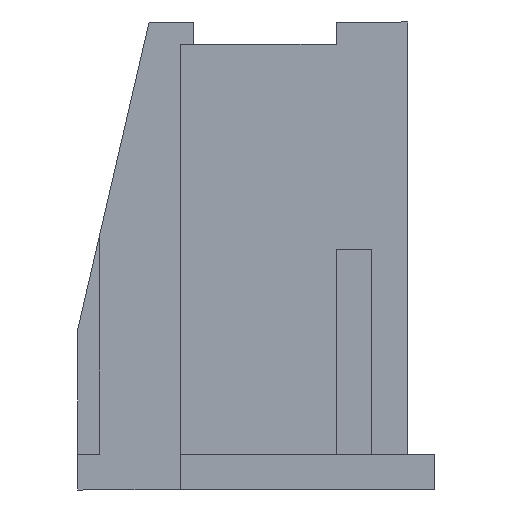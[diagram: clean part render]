
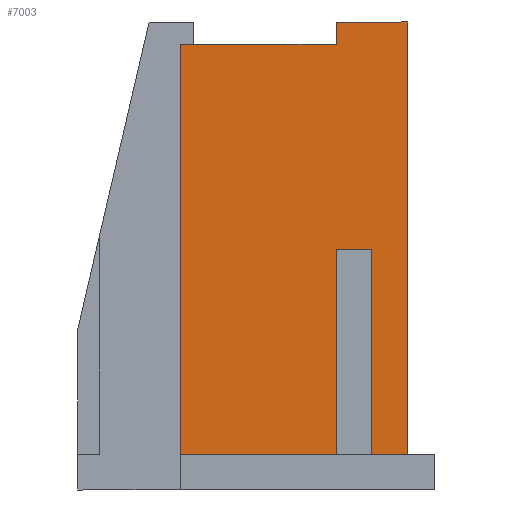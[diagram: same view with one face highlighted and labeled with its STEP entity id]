
A CAD part, left-side view. The second image highlights one B-rep face of the part: STEP entity #7003.
In plain terms, the highlighted planar face has unit normal (-1, 0, 0).
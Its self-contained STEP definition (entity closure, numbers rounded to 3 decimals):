
#921 = CARTESIAN_POINT ( 'NONE',  ( -45.7, 0.8, -9.7 ) ) ;
#922 = CARTESIAN_POINT ( 'NONE',  ( -45.7, 1.6, -9.7 ) ) ;
#924 = DIRECTION ( 'NONE',  ( 0., -1., 0. ) ) ;
#925 = VECTOR ( 'NONE', #924, 1000. ) ;
#926 = CARTESIAN_POINT ( 'NONE',  ( -45.7, 5.1, -9.7 ) ) ;
#927 = LINE ( 'NONE', #926, #925 ) ;
#980 = CARTESIAN_POINT ( 'NONE',  ( -45.7, 0., -9.7 ) ) ;
#982 = DIRECTION ( 'NONE',  ( 0., -1., 0. ) ) ;
#983 = VECTOR ( 'NONE', #982, 1000. ) ;
#984 = CARTESIAN_POINT ( 'NONE',  ( -45.7, 5.1, -9.7 ) ) ;
#985 = LINE ( 'NONE', #984, #983 ) ;
#1078 = DIRECTION ( 'NONE',  ( 0., 0., 1. ) ) ;
#1079 = VECTOR ( 'NONE', #1078, 1000. ) ;
#1080 = CARTESIAN_POINT ( 'NONE',  ( -45.7, 5.1, 0. ) ) ;
#1081 = LINE ( 'NONE', #1080, #1079 ) ;
#1082 = CARTESIAN_POINT ( 'NONE',  ( -45.7, 5.1, -0.5 ) ) ;
#1097 = CARTESIAN_POINT ( 'NONE',  ( -45.7, 5.1, -9.7 ) ) ;
#6935 = EDGE_CURVE ( 'NONE', #6936, #7526, #10375, .T. ) ;
#6936 = VERTEX_POINT ( 'NONE', #10371 ) ;
#6980 = VERTEX_POINT ( 'NONE', #10489 ) ;
#6981 = ORIENTED_EDGE ( 'NONE', *, *, #6982, .T. ) ;
#6982 = EDGE_CURVE ( 'NONE', #6980, #7462, #10488, .T. ) ;
#6983 = ORIENTED_EDGE ( 'NONE', *, *, #7486, .T. ) ;
#6984 = ORIENTED_EDGE ( 'NONE', *, *, #6985, .T. ) ;
#6985 = EDGE_CURVE ( 'NONE', #7488, #6986, #10484, .T. ) ;
#6986 = VERTEX_POINT ( 'NONE', #10480 ) ;
#6987 = ORIENTED_EDGE ( 'NONE', *, *, #6988, .F. ) ;
#6988 = EDGE_CURVE ( 'NONE', #6989, #6986, #10479, .T. ) ;
#6989 = VERTEX_POINT ( 'NONE', #10475 ) ;
#6990 = ORIENTED_EDGE ( 'NONE', *, *, #6991, .T. ) ;
#6991 = EDGE_CURVE ( 'NONE', #6989, #6936, #10474, .T. ) ;
#6992 = ORIENTED_EDGE ( 'NONE', *, *, #6935, .T. ) ;
#7003 = ADVANCED_FACE ( 'NONE', ( #10513 ), #10498, .F. ) ;
#7004 = EDGE_LOOP ( 'NONE', ( #7005, #6981, #6983, #6984, #6987, #6990, #6992, #7050, #7051, #7052 ) ) ;
#7005 = ORIENTED_EDGE ( 'NONE', *, *, #7006, .T. ) ;
#7006 = EDGE_CURVE ( 'NONE', #7007, #6980, #10554, .T. ) ;
#7007 = VERTEX_POINT ( 'NONE', #10550 ) ;
#7050 = ORIENTED_EDGE ( 'NONE', *, *, #7529, .F. ) ;
#7051 = ORIENTED_EDGE ( 'NONE', *, *, #7457, .T. ) ;
#7052 = ORIENTED_EDGE ( 'NONE', *, *, #7053, .T. ) ;
#7053 = EDGE_CURVE ( 'NONE', #7460, #7007, #10655, .T. ) ;
#7457 = EDGE_CURVE ( 'NONE', #7539, #7460, #927, .T. ) ;
#7460 = VERTEX_POINT ( 'NONE', #922 ) ;
#7462 = VERTEX_POINT ( 'NONE', #921 ) ;
#7486 = EDGE_CURVE ( 'NONE', #7462, #7488, #985, .T. ) ;
#7488 = VERTEX_POINT ( 'NONE', #980 ) ;
#7526 = VERTEX_POINT ( 'NONE', #1082 ) ;
#7529 = EDGE_CURVE ( 'NONE', #7539, #7526, #1081, .T. ) ;
#7539 = VERTEX_POINT ( 'NONE', #1097 ) ;
#10371 = CARTESIAN_POINT ( 'NONE',  ( -45.7, 1.6, -0.5 ) ) ;
#10372 = DIRECTION ( 'NONE',  ( 0., 1., 0. ) ) ;
#10373 = VECTOR ( 'NONE', #10372, 1000. ) ;
#10374 = CARTESIAN_POINT ( 'NONE',  ( -45.7, 5.1, -0.5 ) ) ;
#10375 = LINE ( 'NONE', #10374, #10373 ) ;
#10471 = DIRECTION ( 'NONE',  ( 0., 0., -1. ) ) ;
#10472 = VECTOR ( 'NONE', #10471, 1000. ) ;
#10473 = CARTESIAN_POINT ( 'NONE',  ( -45.7, 1.6, 0. ) ) ;
#10474 = LINE ( 'NONE', #10473, #10472 ) ;
#10475 = CARTESIAN_POINT ( 'NONE',  ( -45.7, 1.6, 0. ) ) ;
#10476 = DIRECTION ( 'NONE',  ( 0., -1., 0. ) ) ;
#10477 = VECTOR ( 'NONE', #10476, 1000. ) ;
#10478 = CARTESIAN_POINT ( 'NONE',  ( -45.7, 5.1, 0. ) ) ;
#10479 = LINE ( 'NONE', #10478, #10477 ) ;
#10480 = CARTESIAN_POINT ( 'NONE',  ( -45.7, 0., 0. ) ) ;
#10481 = DIRECTION ( 'NONE',  ( 0., 0., 1. ) ) ;
#10482 = VECTOR ( 'NONE', #10481, 1000. ) ;
#10483 = CARTESIAN_POINT ( 'NONE',  ( -45.7, 0., 0. ) ) ;
#10484 = LINE ( 'NONE', #10483, #10482 ) ;
#10485 = DIRECTION ( 'NONE',  ( 0., 0., -1. ) ) ;
#10486 = VECTOR ( 'NONE', #10485, 1000. ) ;
#10487 = CARTESIAN_POINT ( 'NONE',  ( -45.7, 0.8, -5.1 ) ) ;
#10488 = LINE ( 'NONE', #10487, #10486 ) ;
#10489 = CARTESIAN_POINT ( 'NONE',  ( -45.7, 0.8, -5.1 ) ) ;
#10494 = DIRECTION ( 'NONE',  ( 0., -1., 0. ) ) ;
#10495 = DIRECTION ( 'NONE',  ( 1., 0., 0. ) ) ;
#10496 = CARTESIAN_POINT ( 'NONE',  ( -45.7, 5.1, 0. ) ) ;
#10497 = AXIS2_PLACEMENT_3D ( 'NONE', #10496, #10495, #10494 ) ;
#10498 = PLANE ( 'NONE',  #10497 ) ;
#10513 = FACE_OUTER_BOUND ( 'NONE', #7004, .T. ) ;
#10550 = CARTESIAN_POINT ( 'NONE',  ( -45.7, 1.6, -5.1 ) ) ;
#10551 = DIRECTION ( 'NONE',  ( 0., -1., 0. ) ) ;
#10552 = VECTOR ( 'NONE', #10551, 1000. ) ;
#10553 = CARTESIAN_POINT ( 'NONE',  ( -45.7, 1.6, -5.1 ) ) ;
#10554 = LINE ( 'NONE', #10553, #10552 ) ;
#10652 = DIRECTION ( 'NONE',  ( 0., 0., 1. ) ) ;
#10653 = VECTOR ( 'NONE', #10652, 1000. ) ;
#10654 = CARTESIAN_POINT ( 'NONE',  ( -45.7, 1.6, -9.7 ) ) ;
#10655 = LINE ( 'NONE', #10654, #10653 ) ;
